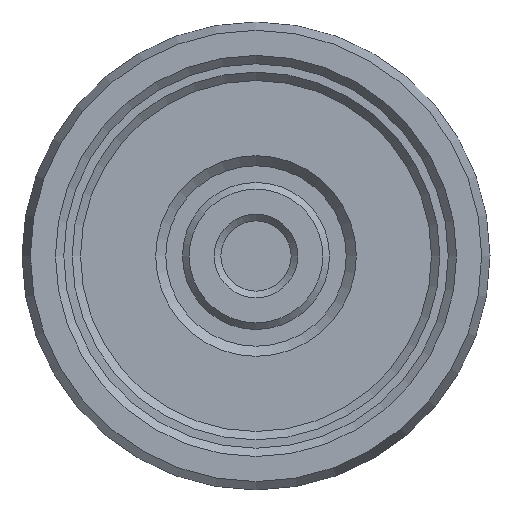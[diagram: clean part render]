
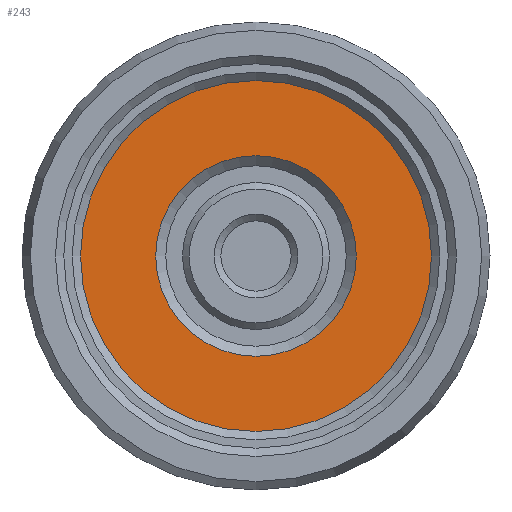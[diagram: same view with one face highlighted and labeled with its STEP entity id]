
A CAD part, top view. The second image highlights one B-rep face of the part: STEP entity #243.
In plain terms, the highlighted planar face has unit normal (0, 0, 1).
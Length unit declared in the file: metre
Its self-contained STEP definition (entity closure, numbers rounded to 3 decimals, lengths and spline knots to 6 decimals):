
#26=PLANE('',#281);
#39=ORIENTED_EDGE('',*,*,#91,.T.);
#40=ORIENTED_EDGE('',*,*,#90,.F.);
#90=EDGE_CURVE('',#117,#117,#140,.T.);
#91=EDGE_CURVE('',#118,#118,#141,.T.);
#117=VERTEX_POINT('',#423);
#118=VERTEX_POINT('',#426);
#140=CIRCLE('',#280,0.00525);
#141=CIRCLE('',#282,0.003);
#166=EDGE_LOOP('',(#39));
#167=EDGE_LOOP('',(#40));
#202=FACE_BOUND('',#166,.T.);
#203=FACE_BOUND('',#167,.T.);
#243=ADVANCED_FACE('',(#202,#203),#26,.T.);
#280=AXIS2_PLACEMENT_3D('',#422,#332,#333);
#281=AXIS2_PLACEMENT_3D('',#424,#334,#335);
#282=AXIS2_PLACEMENT_3D('',#425,#336,#337);
#332=DIRECTION('',(0.,0.,-1.));
#333=DIRECTION('',(-1.,0.,0.));
#334=DIRECTION('',(0.,0.,1.));
#335=DIRECTION('',(1.,0.,0.));
#336=DIRECTION('',(0.,0.,-1.));
#337=DIRECTION('',(-1.,0.,0.));
#422=CARTESIAN_POINT('',(0.,0.,0.00475));
#423=CARTESIAN_POINT('',(-0.00525,0.,0.00475));
#424=CARTESIAN_POINT('',(0.004125,0.,0.00475));
#425=CARTESIAN_POINT('',(0.,0.,0.00475));
#426=CARTESIAN_POINT('',(-0.003,0.,0.00475));
